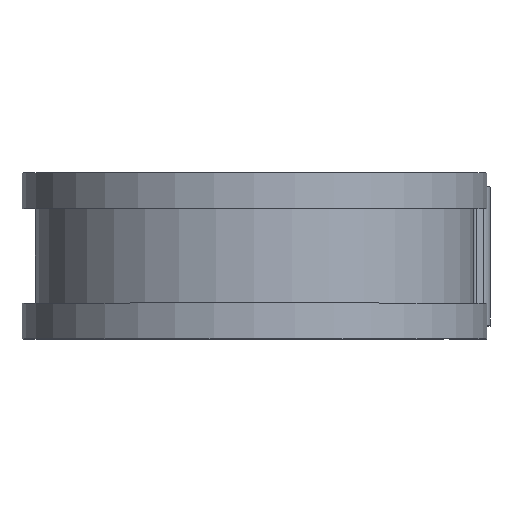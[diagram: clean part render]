
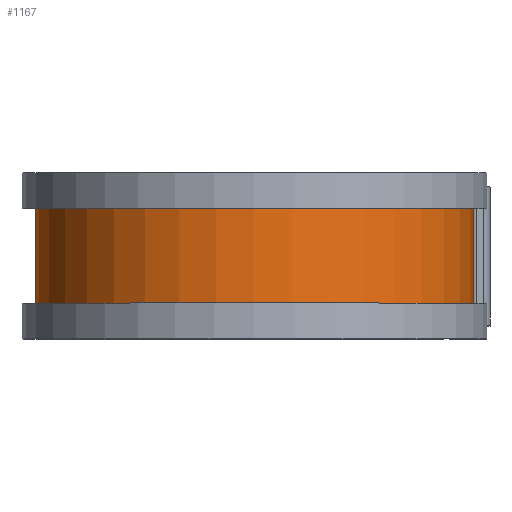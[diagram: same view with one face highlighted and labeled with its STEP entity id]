
A CAD part, top view. The second image highlights one B-rep face of the part: STEP entity #1167.
In plain terms, the highlighted cylindrical face has radius 24.968 mm (diameter 49.936 mm), a partial arc.
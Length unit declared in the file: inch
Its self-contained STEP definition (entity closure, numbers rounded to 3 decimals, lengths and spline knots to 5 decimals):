
#22 = VERTEX_POINT ( 'NONE', #232 ) ;
#118 = DIRECTION ( 'NONE',  ( 0., 0., -1. ) ) ;
#124 = CIRCLE ( 'NONE', #984, 0.983 ) ;
#214 = CARTESIAN_POINT ( 'NONE',  ( 0., -0.2125, -0.983 ) ) ;
#228 = CARTESIAN_POINT ( 'NONE',  ( 0., 0.2125, -0.983 ) ) ;
#232 = CARTESIAN_POINT ( 'NONE',  ( 0.983, -0.2125, 0. ) ) ;
#282 = VERTEX_POINT ( 'NONE', #1634 ) ;
#357 = EDGE_LOOP ( 'NONE', ( #1614, #1022, #1581, #1556 ) ) ;
#492 = EDGE_CURVE ( 'NONE', #282, #22, #1322, .T. ) ;
#577 = AXIS2_PLACEMENT_3D ( 'NONE', #690, #1282, #678 ) ;
#678 = DIRECTION ( 'NONE',  ( 0., 0., -1. ) ) ;
#690 = CARTESIAN_POINT ( 'NONE',  ( 0., 0.3125, 0. ) ) ;
#705 = CARTESIAN_POINT ( 'NONE',  ( 0., 0.2125, 0. ) ) ;
#711 = DIRECTION ( 'NONE',  ( 0., -1., 0. ) ) ;
#717 = DIRECTION ( 'NONE',  ( 0., 0., -1. ) ) ;
#741 = CARTESIAN_POINT ( 'NONE',  ( 0., 0.3125, -0.983 ) ) ;
#803 = CYLINDRICAL_SURFACE ( 'NONE', #577, 0.983 ) ;
#837 = VERTEX_POINT ( 'NONE', #228 ) ;
#846 = FACE_OUTER_BOUND ( 'NONE', #357, .T. ) ;
#874 = VERTEX_POINT ( 'NONE', #214 ) ;
#942 = EDGE_CURVE ( 'NONE', #282, #837, #1409, .T. ) ;
#959 = DIRECTION ( 'NONE',  ( 0., -1., 0. ) ) ;
#982 = VECTOR ( 'NONE', #1430, 39.37008 ) ;
#984 = AXIS2_PLACEMENT_3D ( 'NONE', #1730, #959, #118 ) ;
#1022 = ORIENTED_EDGE ( 'NONE', *, *, #942, .T. ) ;
#1028 = VECTOR ( 'NONE', #1516, 39.37008 ) ;
#1167 = ADVANCED_FACE ( 'NONE', ( #846 ), #803, .T. ) ;
#1282 = DIRECTION ( 'NONE',  ( 0., -1., 0. ) ) ;
#1294 = LINE ( 'NONE', #741, #1028 ) ;
#1322 = LINE ( 'NONE', #1586, #982 ) ;
#1409 = CIRCLE ( 'NONE', #1598, 0.983 ) ;
#1430 = DIRECTION ( 'NONE',  ( 0., -1., 0. ) ) ;
#1467 = EDGE_CURVE ( 'NONE', #22, #874, #124, .T. ) ;
#1516 = DIRECTION ( 'NONE',  ( 0., -1., 0. ) ) ;
#1556 = ORIENTED_EDGE ( 'NONE', *, *, #1467, .F. ) ;
#1581 = ORIENTED_EDGE ( 'NONE', *, *, #1670, .T. ) ;
#1586 = CARTESIAN_POINT ( 'NONE',  ( 0.983, 0.3125, 0. ) ) ;
#1598 = AXIS2_PLACEMENT_3D ( 'NONE', #705, #711, #717 ) ;
#1614 = ORIENTED_EDGE ( 'NONE', *, *, #492, .F. ) ;
#1634 = CARTESIAN_POINT ( 'NONE',  ( 0.983, 0.2125, 0. ) ) ;
#1670 = EDGE_CURVE ( 'NONE', #837, #874, #1294, .T. ) ;
#1730 = CARTESIAN_POINT ( 'NONE',  ( 0., -0.2125, 0. ) ) ;
